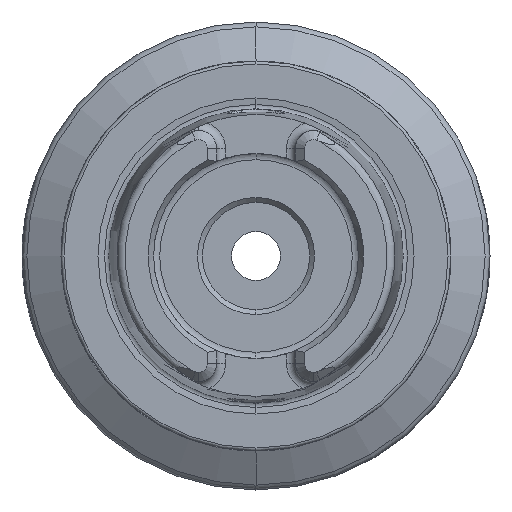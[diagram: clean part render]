
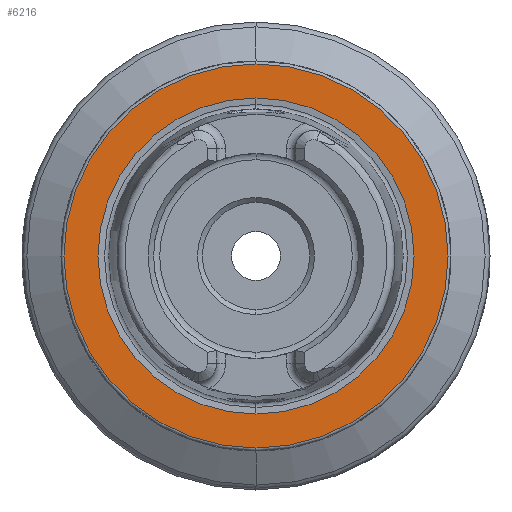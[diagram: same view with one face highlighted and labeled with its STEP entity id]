
A CAD part, left-side view. The second image highlights one B-rep face of the part: STEP entity #6216.
In plain terms, the highlighted planar face has unit normal (-1, 0, 0).
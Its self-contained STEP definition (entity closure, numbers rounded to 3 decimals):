
#175 = DIRECTION ( 'NONE',  ( 0., 0., 1. ) ) ;
#232 = EDGE_CURVE ( 'NONE', #7541, #4956, #246, .T. ) ;
#246 = CIRCLE ( 'NONE', #4708, 19.7 ) ;
#496 = DIRECTION ( 'NONE',  ( -1., 0., 0. ) ) ;
#499 = FACE_OUTER_BOUND ( 'NONE', #6186, .T. ) ;
#619 = AXIS2_PLACEMENT_3D ( 'NONE', #2215, #6606, #2831 ) ;
#770 = ORIENTED_EDGE ( 'NONE', *, *, #2669, .T. ) ;
#860 = PLANE ( 'NONE',  #3634 ) ;
#1032 = CARTESIAN_POINT ( 'NONE',  ( 0., 0., 0. ) ) ;
#1280 = EDGE_LOOP ( 'NONE', ( #6607, #2439 ) ) ;
#1496 = DIRECTION ( 'NONE',  ( 0., 0., -1. ) ) ;
#1499 = VERTEX_POINT ( 'NONE', #2533 ) ;
#1666 = DIRECTION ( 'NONE',  ( 0., 0., 1. ) ) ;
#2029 = CIRCLE ( 'NONE', #6771, 19.7 ) ;
#2183 = FACE_BOUND ( 'NONE', #1280, .T. ) ;
#2215 = CARTESIAN_POINT ( 'NONE',  ( 0., 0., 0. ) ) ;
#2331 = CIRCLE ( 'NONE', #619, 16.207 ) ;
#2384 = EDGE_CURVE ( 'NONE', #1499, #6154, #2799, .T. ) ;
#2409 = DIRECTION ( 'NONE',  ( 0., 0., 1. ) ) ;
#2439 = ORIENTED_EDGE ( 'NONE', *, *, #2384, .F. ) ;
#2533 = CARTESIAN_POINT ( 'NONE',  ( 0., 0., -16.207 ) ) ;
#2669 = EDGE_CURVE ( 'NONE', #4956, #7541, #2029, .T. ) ;
#2799 = CIRCLE ( 'NONE', #7755, 16.207 ) ;
#2831 = DIRECTION ( 'NONE',  ( 0., 0., 1. ) ) ;
#3634 = AXIS2_PLACEMENT_3D ( 'NONE', #7722, #7065, #1496 ) ;
#3797 = ORIENTED_EDGE ( 'NONE', *, *, #232, .T. ) ;
#3949 = DIRECTION ( 'NONE',  ( -1., 0., 0. ) ) ;
#4708 = AXIS2_PLACEMENT_3D ( 'NONE', #4872, #496, #2409 ) ;
#4753 = CARTESIAN_POINT ( 'NONE',  ( 0., 0., 19.7 ) ) ;
#4872 = CARTESIAN_POINT ( 'NONE',  ( 0., 0., 0. ) ) ;
#4956 = VERTEX_POINT ( 'NONE', #5323 ) ;
#5323 = CARTESIAN_POINT ( 'NONE',  ( 0., 0., -19.7 ) ) ;
#5424 = DIRECTION ( 'NONE',  ( -1., 0., 0. ) ) ;
#6154 = VERTEX_POINT ( 'NONE', #7636 ) ;
#6186 = EDGE_LOOP ( 'NONE', ( #3797, #770 ) ) ;
#6216 = ADVANCED_FACE ( 'NONE', ( #2183, #499 ), #860, .F. ) ;
#6606 = DIRECTION ( 'NONE',  ( -1., 0., 0. ) ) ;
#6607 = ORIENTED_EDGE ( 'NONE', *, *, #7186, .F. ) ;
#6771 = AXIS2_PLACEMENT_3D ( 'NONE', #1032, #5424, #1666 ) ;
#7065 = DIRECTION ( 'NONE',  ( 1., 0., 0. ) ) ;
#7186 = EDGE_CURVE ( 'NONE', #6154, #1499, #2331, .T. ) ;
#7541 = VERTEX_POINT ( 'NONE', #4753 ) ;
#7636 = CARTESIAN_POINT ( 'NONE',  ( 0., 0., 16.207 ) ) ;
#7690 = CARTESIAN_POINT ( 'NONE',  ( 0., 0., 0. ) ) ;
#7722 = CARTESIAN_POINT ( 'NONE',  ( 0., 19.7, 0. ) ) ;
#7755 = AXIS2_PLACEMENT_3D ( 'NONE', #7690, #3949, #175 ) ;
